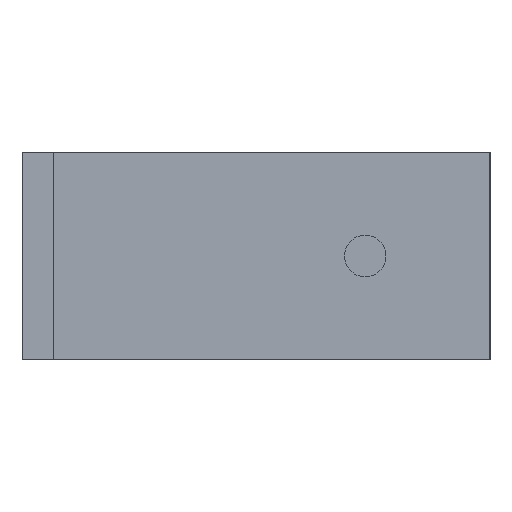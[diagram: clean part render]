
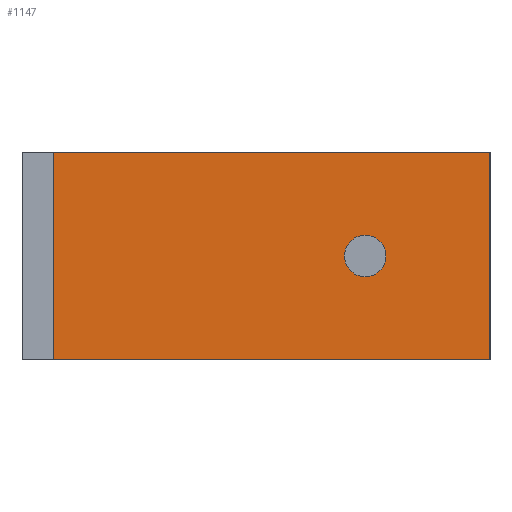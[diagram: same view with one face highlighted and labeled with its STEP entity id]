
A CAD part, left-side view. The second image highlights one B-rep face of the part: STEP entity #1147.
In plain terms, the highlighted planar face has unit normal (-1, 0, 0).
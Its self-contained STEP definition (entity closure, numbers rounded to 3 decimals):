
#68 = VERTEX_POINT('',#69);
#69 = CARTESIAN_POINT('',(-31.6,-3.,10.));
#83 = PLANE('',#84);
#84 = AXIS2_PLACEMENT_3D('',#85,#86,#87);
#85 = CARTESIAN_POINT('',(-31.6,0.,-10.));
#86 = DIRECTION('',(-1.,0.,0.));
#87 = DIRECTION('',(0.,0.,1.));
#111 = PLANE('',#112);
#112 = AXIS2_PLACEMENT_3D('',#113,#114,#115);
#113 = CARTESIAN_POINT('',(-31.6,0.,10.));
#114 = DIRECTION('',(0.,0.,1.));
#115 = DIRECTION('',(1.,0.,0.));
#315 = EDGE_CURVE('',#68,#316,#318,.T.);
#316 = VERTEX_POINT('',#317);
#317 = CARTESIAN_POINT('',(-31.6,-45.,10.));
#318 = SURFACE_CURVE('',#319,(#323,#330),.PCURVE_S1.);
#319 = LINE('',#320,#321);
#320 = CARTESIAN_POINT('',(-31.6,0.,10.));
#321 = VECTOR('',#322,1.);
#322 = DIRECTION('',(0.,-1.,0.));
#323 = PCURVE('',#111,#324);
#324 = DEFINITIONAL_REPRESENTATION('',(#325),#329);
#325 = LINE('',#326,#327);
#326 = CARTESIAN_POINT('',(0.,0.));
#327 = VECTOR('',#328,1.);
#328 = DIRECTION('',(0.,-1.));
#329 = ( GEOMETRIC_REPRESENTATION_CONTEXT(2) 
PARAMETRIC_REPRESENTATION_CONTEXT() REPRESENTATION_CONTEXT('2D SPACE',''
  ) );
#330 = PCURVE('',#331,#336);
#331 = PLANE('',#332);
#332 = AXIS2_PLACEMENT_3D('',#333,#334,#335);
#333 = CARTESIAN_POINT('',(-31.6,0.,-10.));
#334 = DIRECTION('',(-1.,0.,0.));
#335 = DIRECTION('',(0.,0.,1.));
#336 = DEFINITIONAL_REPRESENTATION('',(#337),#341);
#337 = LINE('',#338,#339);
#338 = CARTESIAN_POINT('',(20.,0.));
#339 = VECTOR('',#340,1.);
#340 = DIRECTION('',(0.,-1.));
#341 = ( GEOMETRIC_REPRESENTATION_CONTEXT(2) 
PARAMETRIC_REPRESENTATION_CONTEXT() REPRESENTATION_CONTEXT('2D SPACE',''
  ) );
#359 = PLANE('',#360);
#360 = AXIS2_PLACEMENT_3D('',#361,#362,#363);
#361 = CARTESIAN_POINT('',(-30.1,-45.,0.));
#362 = DIRECTION('',(0.,1.,0.));
#363 = DIRECTION('',(0.,0.,1.));
#401 = VERTEX_POINT('',#402);
#402 = CARTESIAN_POINT('',(-31.6,-3.,-10.));
#423 = EDGE_CURVE('',#401,#68,#424,.T.);
#424 = SURFACE_CURVE('',#425,(#429,#436),.PCURVE_S1.);
#425 = LINE('',#426,#427);
#426 = CARTESIAN_POINT('',(-31.6,-3.,-10.));
#427 = VECTOR('',#428,1.);
#428 = DIRECTION('',(0.,0.,1.));
#429 = PCURVE('',#83,#430);
#430 = DEFINITIONAL_REPRESENTATION('',(#431),#435);
#431 = LINE('',#432,#433);
#432 = CARTESIAN_POINT('',(0.,-3.));
#433 = VECTOR('',#434,1.);
#434 = DIRECTION('',(1.,0.));
#435 = ( GEOMETRIC_REPRESENTATION_CONTEXT(2) 
PARAMETRIC_REPRESENTATION_CONTEXT() REPRESENTATION_CONTEXT('2D SPACE',''
  ) );
#436 = PCURVE('',#331,#437);
#437 = DEFINITIONAL_REPRESENTATION('',(#438),#442);
#438 = LINE('',#439,#440);
#439 = CARTESIAN_POINT('',(0.,-3.));
#440 = VECTOR('',#441,1.);
#441 = DIRECTION('',(1.,0.));
#442 = ( GEOMETRIC_REPRESENTATION_CONTEXT(2) 
PARAMETRIC_REPRESENTATION_CONTEXT() REPRESENTATION_CONTEXT('2D SPACE',''
  ) );
#492 = PLANE('',#493);
#493 = AXIS2_PLACEMENT_3D('',#494,#495,#496);
#494 = CARTESIAN_POINT('',(-28.6,0.,-10.));
#495 = DIRECTION('',(0.,0.,-1.));
#496 = DIRECTION('',(-1.,0.,0.));
#1087 = CYLINDRICAL_SURFACE('',#1088,2.);
#1088 = AXIS2_PLACEMENT_3D('',#1089,#1090,#1091);
#1089 = CARTESIAN_POINT('',(0.,-33.,0.)
  );
#1090 = DIRECTION('',(1.,0.,0.));
#1091 = DIRECTION('',(0.,1.,0.));
#1105 = VERTEX_POINT('',#1106);
#1106 = CARTESIAN_POINT('',(-31.6,-45.,-10.));
#1127 = EDGE_CURVE('',#1105,#316,#1128,.T.);
#1128 = SURFACE_CURVE('',#1129,(#1133,#1140),.PCURVE_S1.);
#1129 = LINE('',#1130,#1131);
#1130 = CARTESIAN_POINT('',(-31.6,-45.,-10.));
#1131 = VECTOR('',#1132,1.);
#1132 = DIRECTION('',(0.,0.,1.));
#1133 = PCURVE('',#359,#1134);
#1134 = DEFINITIONAL_REPRESENTATION('',(#1135),#1139);
#1135 = LINE('',#1136,#1137);
#1136 = CARTESIAN_POINT('',(-10.,-1.5));
#1137 = VECTOR('',#1138,1.);
#1138 = DIRECTION('',(1.,0.));
#1139 = ( GEOMETRIC_REPRESENTATION_CONTEXT(2) 
PARAMETRIC_REPRESENTATION_CONTEXT() REPRESENTATION_CONTEXT('2D SPACE',''
  ) );
#1140 = PCURVE('',#331,#1141);
#1141 = DEFINITIONAL_REPRESENTATION('',(#1142),#1146);
#1142 = LINE('',#1143,#1144);
#1143 = CARTESIAN_POINT('',(0.,-45.));
#1144 = VECTOR('',#1145,1.);
#1145 = DIRECTION('',(1.,0.));
#1146 = ( GEOMETRIC_REPRESENTATION_CONTEXT(2) 
PARAMETRIC_REPRESENTATION_CONTEXT() REPRESENTATION_CONTEXT('2D SPACE',''
  ) );
#1147 = ADVANCED_FACE('',(#1148,#1174),#331,.T.);
#1148 = FACE_BOUND('',#1149,.T.);
#1149 = EDGE_LOOP('',(#1150,#1151,#1172,#1173));
#1150 = ORIENTED_EDGE('',*,*,#423,.F.);
#1151 = ORIENTED_EDGE('',*,*,#1152,.T.);
#1152 = EDGE_CURVE('',#401,#1105,#1153,.T.);
#1153 = SURFACE_CURVE('',#1154,(#1158,#1165),.PCURVE_S1.);
#1154 = LINE('',#1155,#1156);
#1155 = CARTESIAN_POINT('',(-31.6,0.,-10.));
#1156 = VECTOR('',#1157,1.);
#1157 = DIRECTION('',(0.,-1.,0.));
#1158 = PCURVE('',#331,#1159);
#1159 = DEFINITIONAL_REPRESENTATION('',(#1160),#1164);
#1160 = LINE('',#1161,#1162);
#1161 = CARTESIAN_POINT('',(0.,0.));
#1162 = VECTOR('',#1163,1.);
#1163 = DIRECTION('',(0.,-1.));
#1164 = ( GEOMETRIC_REPRESENTATION_CONTEXT(2) 
PARAMETRIC_REPRESENTATION_CONTEXT() REPRESENTATION_CONTEXT('2D SPACE',''
  ) );
#1165 = PCURVE('',#492,#1166);
#1166 = DEFINITIONAL_REPRESENTATION('',(#1167),#1171);
#1167 = LINE('',#1168,#1169);
#1168 = CARTESIAN_POINT('',(3.,0.));
#1169 = VECTOR('',#1170,1.);
#1170 = DIRECTION('',(0.,-1.));
#1171 = ( GEOMETRIC_REPRESENTATION_CONTEXT(2) 
PARAMETRIC_REPRESENTATION_CONTEXT() REPRESENTATION_CONTEXT('2D SPACE',''
  ) );
#1172 = ORIENTED_EDGE('',*,*,#1127,.T.);
#1173 = ORIENTED_EDGE('',*,*,#315,.F.);
#1174 = FACE_BOUND('',#1175,.T.);
#1175 = EDGE_LOOP('',(#1176));
#1176 = ORIENTED_EDGE('',*,*,#1177,.T.);
#1177 = EDGE_CURVE('',#1178,#1178,#1180,.T.);
#1178 = VERTEX_POINT('',#1179);
#1179 = CARTESIAN_POINT('',(-31.6,-31.,0.));
#1180 = SURFACE_CURVE('',#1181,(#1186,#1197),.PCURVE_S1.);
#1181 = CIRCLE('',#1182,2.);
#1182 = AXIS2_PLACEMENT_3D('',#1183,#1184,#1185);
#1183 = CARTESIAN_POINT('',(-31.6,-33.,0.));
#1184 = DIRECTION('',(1.,0.,0.));
#1185 = DIRECTION('',(0.,1.,0.));
#1186 = PCURVE('',#331,#1187);
#1187 = DEFINITIONAL_REPRESENTATION('',(#1188),#1196);
#1188 = ( BOUNDED_CURVE() B_SPLINE_CURVE(2,(#1189,#1190,#1191,#1192,
#1193,#1194,#1195),.UNSPECIFIED.,.T.,.F.) B_SPLINE_CURVE_WITH_KNOTS((1,2
    ,2,2,2,1),(-2.094,0.,2.094,4.189,
6.283,8.378),.UNSPECIFIED.) CURVE() 
GEOMETRIC_REPRESENTATION_ITEM() RATIONAL_B_SPLINE_CURVE((1.,0.5,1.,0.5,
1.,0.5,1.)) REPRESENTATION_ITEM('') );
#1189 = CARTESIAN_POINT('',(10.,-31.));
#1190 = CARTESIAN_POINT('',(13.464,-31.));
#1191 = CARTESIAN_POINT('',(11.732,-34.));
#1192 = CARTESIAN_POINT('',(10.,-37.));
#1193 = CARTESIAN_POINT('',(8.268,-34.));
#1194 = CARTESIAN_POINT('',(6.536,-31.));
#1195 = CARTESIAN_POINT('',(10.,-31.));
#1196 = ( GEOMETRIC_REPRESENTATION_CONTEXT(2) 
PARAMETRIC_REPRESENTATION_CONTEXT() REPRESENTATION_CONTEXT('2D SPACE',''
  ) );
#1197 = PCURVE('',#1087,#1198);
#1198 = DEFINITIONAL_REPRESENTATION('',(#1199),#1203);
#1199 = LINE('',#1200,#1201);
#1200 = CARTESIAN_POINT('',(0.,-31.6));
#1201 = VECTOR('',#1202,1.);
#1202 = DIRECTION('',(1.,0.));
#1203 = ( GEOMETRIC_REPRESENTATION_CONTEXT(2) 
PARAMETRIC_REPRESENTATION_CONTEXT() REPRESENTATION_CONTEXT('2D SPACE',''
  ) );
